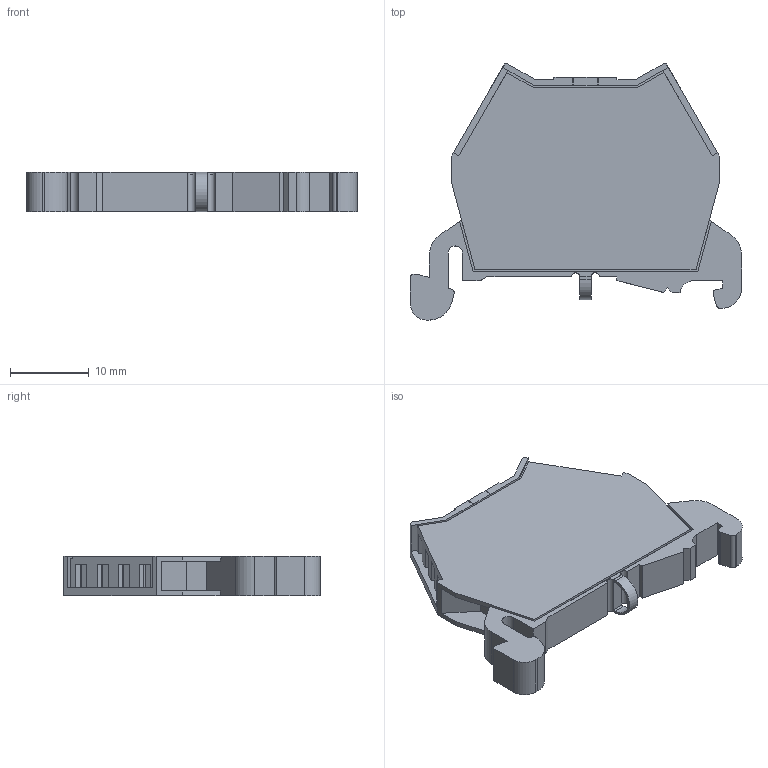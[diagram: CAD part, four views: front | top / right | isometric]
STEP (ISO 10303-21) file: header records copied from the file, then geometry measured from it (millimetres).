
FILE_DESCRIPTION (( 'STEP AP214' ), '1' );
FILE_NAME ('43610_DN-THERM2.STEP', '2014-05-27T12:33:30', ( '' ), ( '' ), 'SwSTEP 2.0', 'SolidWorks 2013', '' );
FILE_SCHEMA (( 'AUTOMOTIVE_DESIGN' ));
Length unit declared in the file: millimetre
Products named in the file (1): 43610_DN-THERM2
Bounding box: 42 x 32.5 x 5 mm (x, y, z)
Volume: 4063.7 mm3; surface area: 2931.5 mm2
Topology: 1 solids, 1 shells, 183 faces, 539 edges, 356 vertices
Faces by surface type: plane 162, cylinder 21
Entity records: 8052 total; most frequent: CARTESIAN_POINT 1079, ORIENTED_EDGE 1078, DIRECTION 955, EDGE_CURVE 539, VECTOR 491, LINE 491, VERTEX_POINT 356, AXIS2_PLACEMENT_3D 232
